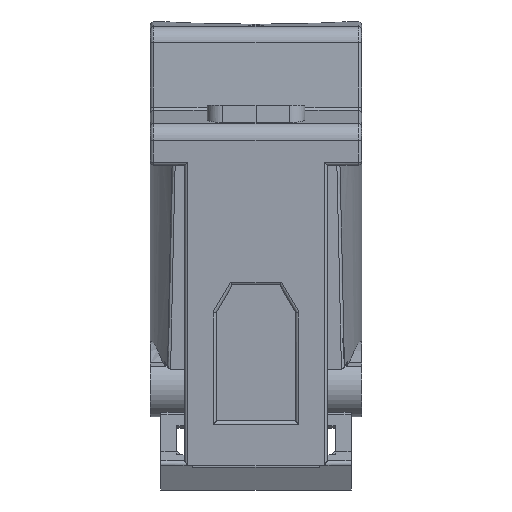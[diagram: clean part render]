
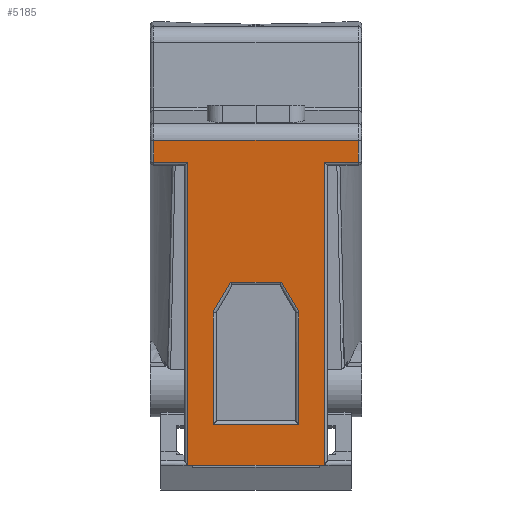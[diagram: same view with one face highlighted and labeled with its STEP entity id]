
A CAD part, front view. The second image highlights one B-rep face of the part: STEP entity #5185.
In plain terms, the highlighted planar face has unit normal (0, -0.996, -0.087).
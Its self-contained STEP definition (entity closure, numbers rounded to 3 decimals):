
#3870=FACE_BOUND('',#6399,.T.);
#3871=FACE_BOUND('',#6400,.T.);
#4172=PLANE('',#14167);
#5185=ADVANCED_FACE('',(#3870,#3871),#4172,.T.);
#6399=EDGE_LOOP('',(#10276,#10277,#10278,#10279,#10280,#10281,#10282,#10283));
#6400=EDGE_LOOP('',(#10284,#10285,#10286,#10287,#10288,#10289));
#6573=LINE('',#17146,#7386);
#6574=LINE('',#17151,#7387);
#6576=LINE('',#17160,#7389);
#6696=LINE('',#18242,#7509);
#6705=LINE('',#18276,#7518);
#6709=LINE('',#18298,#7522);
#6729=LINE('',#18406,#7542);
#6732=LINE('',#18415,#7545);
#6734=LINE('',#18426,#7547);
#7245=LINE('',#20876,#8063);
#7254=LINE('',#20905,#8072);
#7255=LINE('',#20906,#8073);
#7256=LINE('',#20907,#8074);
#7257=LINE('',#20908,#8075);
#7386=VECTOR('',#14373,1.);
#7387=VECTOR('',#14378,1.);
#7389=VECTOR('',#14386,1.);
#7509=VECTOR('',#15052,1.);
#7518=VECTOR('',#15087,1.);
#7522=VECTOR('',#15113,1.);
#7542=VECTOR('',#15205,1.);
#7545=VECTOR('',#15216,1.);
#7547=VECTOR('',#15226,1.);
#8063=VECTOR('',#16566,1.);
#8072=VECTOR('',#16609,1.);
#8073=VECTOR('',#16610,1.);
#8074=VECTOR('',#16611,1.);
#8075=VECTOR('',#16612,1.);
#10276=ORIENTED_EDGE('',*,*,#12287,.T.);
#10277=ORIENTED_EDGE('',*,*,#12292,.T.);
#10278=ORIENTED_EDGE('',*,*,#13057,.F.);
#10279=ORIENTED_EDGE('',*,*,#12239,.T.);
#10280=ORIENTED_EDGE('',*,*,#12228,.T.);
#10281=ORIENTED_EDGE('',*,*,#12211,.T.);
#10282=ORIENTED_EDGE('',*,*,#13070,.T.);
#10283=ORIENTED_EDGE('',*,*,#12282,.T.);
#10284=ORIENTED_EDGE('',*,*,#11888,.T.);
#10285=ORIENTED_EDGE('',*,*,#13071,.T.);
#10286=ORIENTED_EDGE('',*,*,#11890,.T.);
#10287=ORIENTED_EDGE('',*,*,#13072,.T.);
#10288=ORIENTED_EDGE('',*,*,#11894,.T.);
#10289=ORIENTED_EDGE('',*,*,#13073,.T.);
#10993=VERTEX_POINT('',#17140);
#10996=VERTEX_POINT('',#17145);
#10998=VERTEX_POINT('',#17150);
#10999=VERTEX_POINT('',#17152);
#11001=VERTEX_POINT('',#17158);
#11003=VERTEX_POINT('',#17161);
#11055=VERTEX_POINT('',#17581);
#11072=VERTEX_POINT('',#17698);
#11216=VERTEX_POINT('',#18243);
#11228=VERTEX_POINT('',#18277);
#11235=VERTEX_POINT('',#18299);
#11262=VERTEX_POINT('',#18407);
#11264=VERTEX_POINT('',#18416);
#11267=VERTEX_POINT('',#18424);
#11888=EDGE_CURVE('',#10993,#10996,#6573,.T.);
#11890=EDGE_CURVE('',#10999,#10998,#6574,.T.);
#11894=EDGE_CURVE('',#11003,#11001,#6576,.T.);
#12211=EDGE_CURVE('',#11072,#11216,#6696,.T.);
#12228=EDGE_CURVE('',#11228,#11072,#6705,.T.);
#12239=EDGE_CURVE('',#11235,#11228,#6709,.T.);
#12282=EDGE_CURVE('',#11262,#11055,#6729,.T.);
#12287=EDGE_CURVE('',#11055,#11264,#6732,.T.);
#12292=EDGE_CURVE('',#11264,#11267,#6734,.T.);
#13057=EDGE_CURVE('',#11235,#11267,#7245,.T.);
#13070=EDGE_CURVE('',#11216,#11262,#7254,.T.);
#13071=EDGE_CURVE('',#10996,#10999,#7255,.T.);
#13072=EDGE_CURVE('',#10998,#11003,#7256,.T.);
#13073=EDGE_CURVE('',#11001,#10993,#7257,.T.);
#14167=AXIS2_PLACEMENT_3D('',#20909,#16613,#16614);
#14373=DIRECTION('',(1.,0.,0.));
#14378=DIRECTION('',(0.,0.087,-0.996));
#14386=DIRECTION('',(0.,-0.087,0.996));
#15052=DIRECTION('',(0.,-0.087,0.996));
#15087=DIRECTION('',(1.,0.,0.));
#15113=DIRECTION('',(0.,-0.087,0.996));
#15205=DIRECTION('',(0.,0.087,-0.996));
#15216=DIRECTION('',(1.,0.,0.));
#15226=DIRECTION('',(0.,0.087,-0.996));
#16566=DIRECTION('',(-1.,0.,0.));
#16609=DIRECTION('',(-1.,0.,0.));
#16610=DIRECTION('',(0.502,0.075,-0.862));
#16611=DIRECTION('',(-1.,0.,0.));
#16612=DIRECTION('',(0.502,-0.075,0.862));
#16613=DIRECTION('',(0.,-0.996,-0.087));
#16614=DIRECTION('',(-1.,0.,0.));
#17140=CARTESIAN_POINT('',(10.098,1.566,26.212));
#17145=CARTESIAN_POINT('',(16.502,1.566,26.212));
#17146=CARTESIAN_POINT('',(16.271,1.566,26.212));
#17150=CARTESIAN_POINT('',(18.7,3.135,8.28));
#17151=CARTESIAN_POINT('',(18.7,3.1,8.679));
#17152=CARTESIAN_POINT('',(18.7,1.896,22.434));
#17158=CARTESIAN_POINT('',(7.9,1.896,22.434));
#17160=CARTESIAN_POINT('',(7.9,1.906,22.327));
#17161=CARTESIAN_POINT('',(7.9,3.135,8.28));
#17581=CARTESIAN_POINT('',(0.4,0.246,41.291));
#17698=CARTESIAN_POINT('',(26.2,0.246,41.291));
#18242=CARTESIAN_POINT('',(26.2,3.588,3.1));
#18243=CARTESIAN_POINT('',(26.2,0.005,44.048));
#18276=CARTESIAN_POINT('',(26.6,0.246,41.291));
#18277=CARTESIAN_POINT('',(21.9,0.246,41.291));
#18298=CARTESIAN_POINT('',(21.9,3.588,3.1));
#18299=CARTESIAN_POINT('',(21.9,3.588,3.1));
#18406=CARTESIAN_POINT('',(0.4,0.288,40.816));
#18407=CARTESIAN_POINT('',(0.4,0.005,44.048));
#18415=CARTESIAN_POINT('',(26.6,0.246,41.291));
#18416=CARTESIAN_POINT('',(4.7,0.246,41.291));
#18424=CARTESIAN_POINT('',(4.7,3.588,3.1));
#18426=CARTESIAN_POINT('',(4.7,3.588,3.1));
#20876=CARTESIAN_POINT('',(26.6,3.588,3.1));
#20905=CARTESIAN_POINT('',(26.6,0.005,44.048));
#20906=CARTESIAN_POINT('',(18.646,1.888,22.526));
#20907=CARTESIAN_POINT('',(8.3,3.135,8.28));
#20908=CARTESIAN_POINT('',(9.983,1.583,26.013));
#20909=CARTESIAN_POINT('',(26.6,3.588,3.1));
